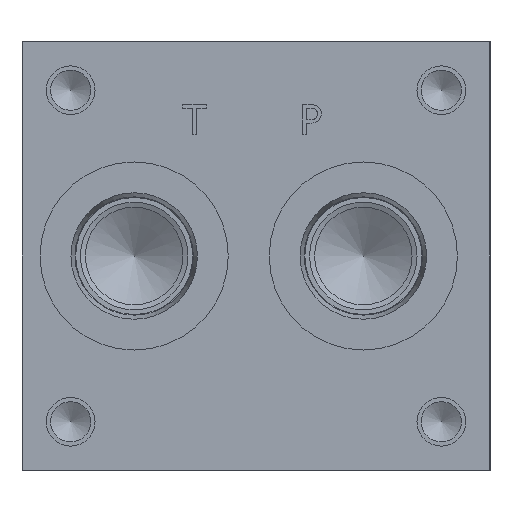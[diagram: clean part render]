
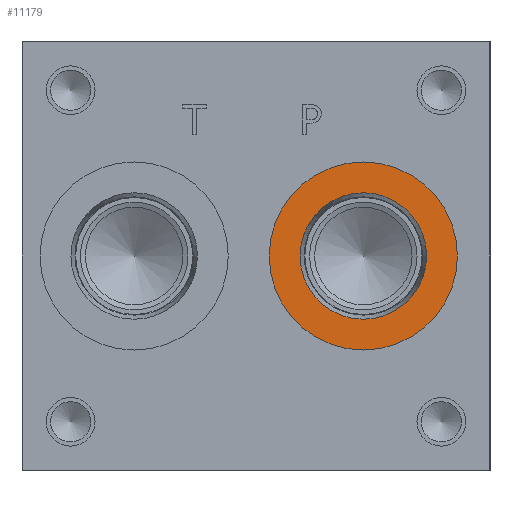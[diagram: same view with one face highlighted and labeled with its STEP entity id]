
A CAD part, left-side view. The second image highlights one B-rep face of the part: STEP entity #11179.
In plain terms, the highlighted planar face has unit normal (-1, 0, 0).
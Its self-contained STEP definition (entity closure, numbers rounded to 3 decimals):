
#261=CIRCLE('',#11764,15.316);
#262=CIRCLE('',#11765,15.316);
#263=CIRCLE('',#11767,10.3);
#264=CIRCLE('',#11768,10.3);
#446=FACE_BOUND('',#2040,.T.);
#1396=FACE_OUTER_BOUND('',#2039,.T.);
#2039=EDGE_LOOP('',(#9525,#9526));
#2040=EDGE_LOOP('',(#9527,#9528));
#5127=VERTEX_POINT('',#19009);
#5128=VERTEX_POINT('',#19011);
#5129=VERTEX_POINT('',#19015);
#5130=VERTEX_POINT('',#19016);
#6637=EDGE_CURVE('',#5127,#5128,#261,.T.);
#6638=EDGE_CURVE('',#5128,#5127,#262,.T.);
#6639=EDGE_CURVE('',#5129,#5130,#263,.T.);
#6640=EDGE_CURVE('',#5130,#5129,#264,.T.);
#9525=ORIENTED_EDGE('',*,*,#6638,.F.);
#9526=ORIENTED_EDGE('',*,*,#6637,.F.);
#9527=ORIENTED_EDGE('',*,*,#6639,.T.);
#9528=ORIENTED_EDGE('',*,*,#6640,.T.);
#10241=PLANE('',#11766);
#11179=ADVANCED_FACE('',(#1396,#446),#10241,.F.);
#11764=AXIS2_PLACEMENT_3D('',#19012,#13905,#13906);
#11765=AXIS2_PLACEMENT_3D('',#19013,#13907,#13908);
#11766=AXIS2_PLACEMENT_3D('',#19014,#13909,#13910);
#11767=AXIS2_PLACEMENT_3D('',#19017,#13911,#13912);
#11768=AXIS2_PLACEMENT_3D('',#19018,#13913,#13914);
#13905=DIRECTION('center_axis',(1.,0.,0.));
#13906=DIRECTION('ref_axis',(0.,0.,-1.));
#13907=DIRECTION('center_axis',(1.,0.,0.));
#13908=DIRECTION('ref_axis',(0.,0.,-1.));
#13909=DIRECTION('center_axis',(1.,0.,0.));
#13910=DIRECTION('ref_axis',(0.,0.,-1.));
#13911=DIRECTION('center_axis',(1.,0.,0.));
#13912=DIRECTION('ref_axis',(0.,0.,-1.));
#13913=DIRECTION('center_axis',(1.,0.,0.));
#13914=DIRECTION('ref_axis',(0.,0.,-1.));
#19009=CARTESIAN_POINT('',(0.787,20.625,19.609));
#19011=CARTESIAN_POINT('',(0.787,20.625,50.241));
#19012=CARTESIAN_POINT('Origin',(0.787,20.625,34.925));
#19013=CARTESIAN_POINT('Origin',(0.787,20.625,34.925));
#19014=CARTESIAN_POINT('Origin',(0.787,20.625,45.225));
#19015=CARTESIAN_POINT('',(0.787,20.625,45.225));
#19016=CARTESIAN_POINT('',(0.787,20.625,24.625));
#19017=CARTESIAN_POINT('Origin',(0.787,20.625,34.925));
#19018=CARTESIAN_POINT('Origin',(0.787,20.625,34.925));
